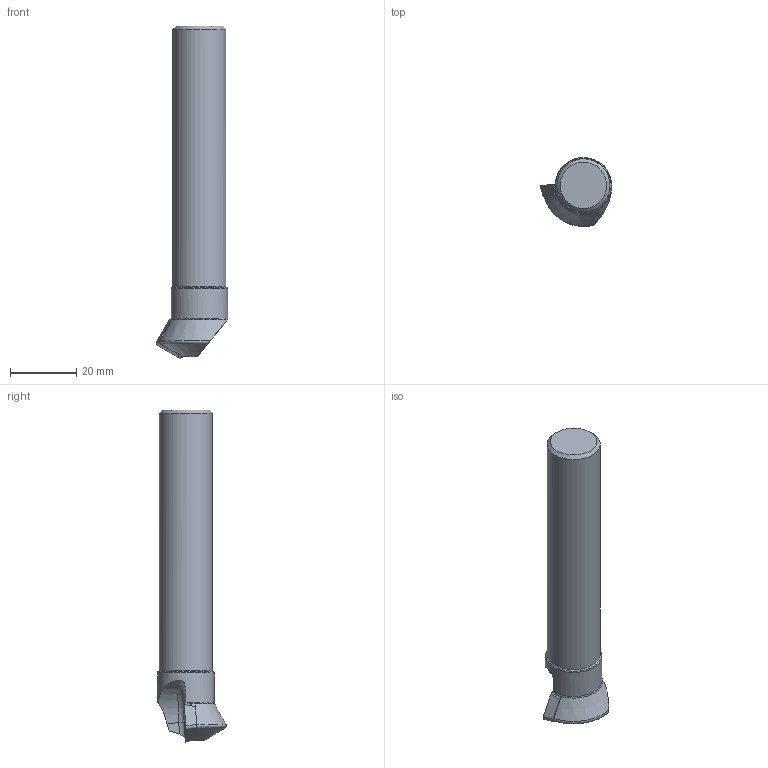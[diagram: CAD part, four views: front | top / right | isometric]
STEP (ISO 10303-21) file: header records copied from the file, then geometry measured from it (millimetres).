
FILE_DESCRIPTION(/* description */ (''),/* implementation_level */ '2;1');
FILE_NAME(/* name */ '1562060829797.stp',/* time_stamp */ '2019-07-02T15:17:24+06:00',/* author */ (''),/* organization */ ('SMS'),/* preprocessor_version */ 'ST-DEVELOPER v15',/* originating_system */ 'SIEMENS PLM Software NX 8.5',/* authorisation */ '');
FILE_SCHEMA (('AUTOMOTIVE_DESIGN { 1 0 10303 214 3 1 1 1 }'));
Length unit declared in the file: millimetre
Products named in the file (4): ASSEMBLY_CONSTRUCTION; 202410841mod000_00; 202441649mod000_00; 202441708mod000_00
Assembly tree (3 placements, depth 2):
  202441708mod000_00
    202441649mod000_00
    202410841mod000_00
    ASSEMBLY_CONSTRUCTION
Bounding box: 21.54 x 20.76 x 100 mm (x, y, z)
Volume: 19388 mm3; surface area: 5700 mm2
Topology: 2 solids, 2 shells, 97 faces, 259 edges, 176 vertices
Faces by surface type: plane 36, bspline 15, cone 14, extrusion 13, torus 10, cylinder 8, sphere 1
Full cylindrical faces by diameter (mm): 2.7 x1, 3.4 x1, 4.2 x1, 15.994 x1, 17.037 x1
Entity records: 5230 total; most frequent: CARTESIAN_POINT 2898, ORIENTED_EDGE 472, DIRECTION 384, EDGE_CURVE 236, AXIS2_PLACEMENT_3D 161, VERTEX_POINT 160, B_SPLINE_CURVE_WITH_KNOTS 121, EDGE_LOOP 115
